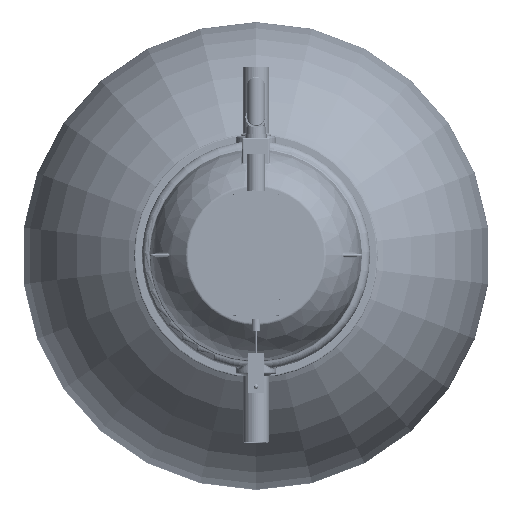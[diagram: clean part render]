
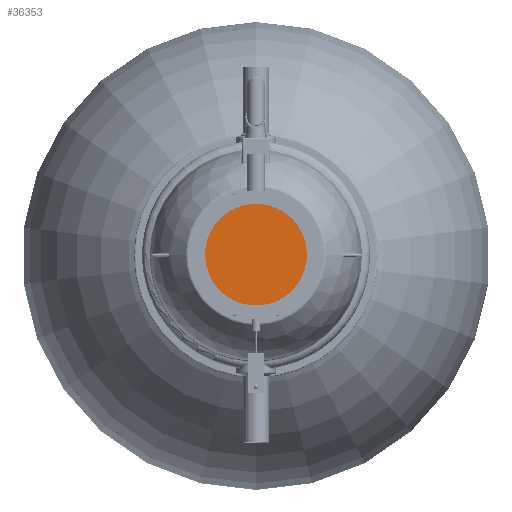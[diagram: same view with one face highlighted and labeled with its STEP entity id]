
A CAD part, top view. The second image highlights one B-rep face of the part: STEP entity #36353.
In plain terms, the highlighted planar face has unit normal (0, 0, 1).
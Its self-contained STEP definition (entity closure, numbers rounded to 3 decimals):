
#1689=PLANE('',#40010);
#10557=ORIENTED_EDGE('',*,*,#17119,.F.);
#17119=EDGE_CURVE('',#20768,#20768,#23861,.T.);
#20768=VERTEX_POINT('',#63788);
#23861=CIRCLE('',#40008,312.5);
#25484=EDGE_LOOP('',(#10557));
#30984=FACE_BOUND('',#25484,.T.);
#36353=ADVANCED_FACE('',(#30984),#1689,.F.);
#40008=AXIS2_PLACEMENT_3D('',#63787,#44814,#44815);
#40010=AXIS2_PLACEMENT_3D('',#63791,#44818,#44819);
#44814=DIRECTION('',(0.,0.,-1.));
#44815=DIRECTION('',(1.,0.,0.));
#44818=DIRECTION('',(0.,0.,-1.));
#44819=DIRECTION('',(-1.,0.,0.));
#63787=CARTESIAN_POINT('',(0.,0.,40.));
#63788=CARTESIAN_POINT('',(312.5,0.,40.));
#63791=CARTESIAN_POINT('',(0.,0.,40.));
